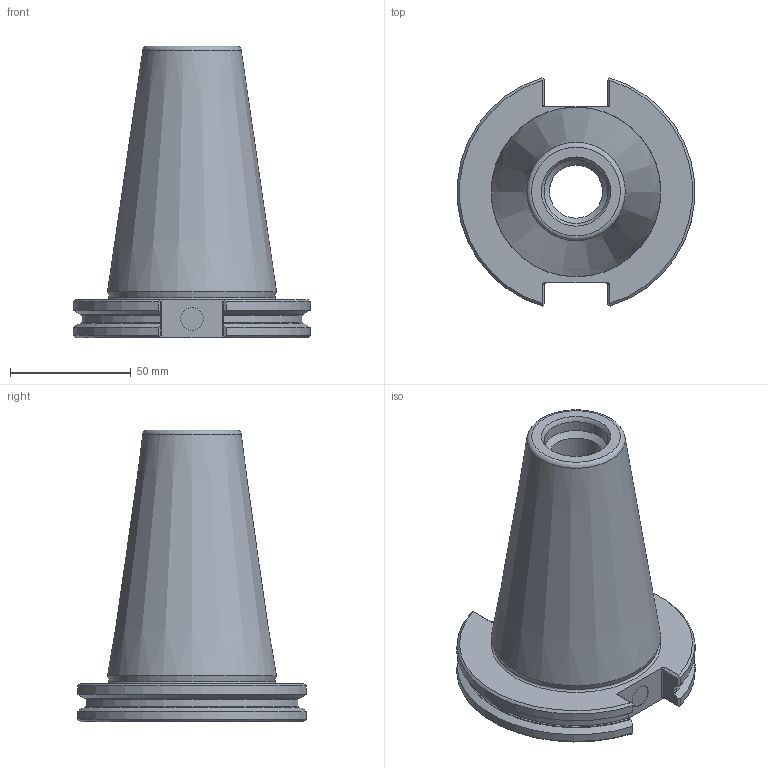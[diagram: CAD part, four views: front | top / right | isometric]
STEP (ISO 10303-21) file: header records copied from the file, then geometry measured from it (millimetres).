
FILE_DESCRIPTION(/* description */ (''),/* implementation_level */ '2;1');
FILE_NAME(/* name */ '235014007.stp',/* time_stamp */ '2021-01-08T12:38:45',/* author */ ('LRA'),/* organization */ ('REGO-FIX'),/* preprocessor_version */ ' Unknown',/* originating_system */ 'SIEMENS PLM Software Solid Edge ST10',/* authorization */ 'Unknown');
FILE_SCHEMA (('AUTOMOTIVE_DESIGN { 1 0 10303 214 2 1 1}'));
Length unit declared in the file: millimetre
Products named in the file (1): NOCUT
Bounding box: 98.08 x 94.39 x 120.64 mm (x, y, z)
Volume: 271611.5 mm3; surface area: 46944 mm2
Topology: 1 solids, 1 shells, 92 faces, 232 edges, 147 vertices
Faces by surface type: plane 34, cylinder 28, cone 17, torus 10, bspline 3
Full cylindrical faces by diameter (mm): 8 x2, 9.5 x1, 21.963 x3, 26.4 x1, 30.5 x1, 50.5 x1
Entity records: 4574 total; most frequent: CARTESIAN_POINT 1854, DIRECTION 414, ORIENTED_EDGE 410, EDGE_CURVE 205, AXIS2_PLACEMENT_3D 166, VERTEX_POINT 143, EDGE_LOOP 122, FACE_BOUND 122
